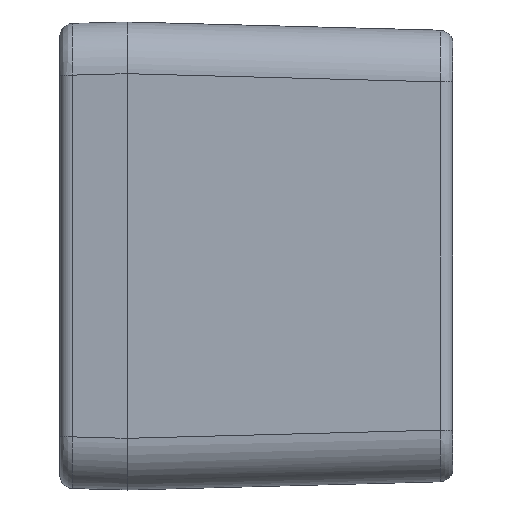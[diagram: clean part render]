
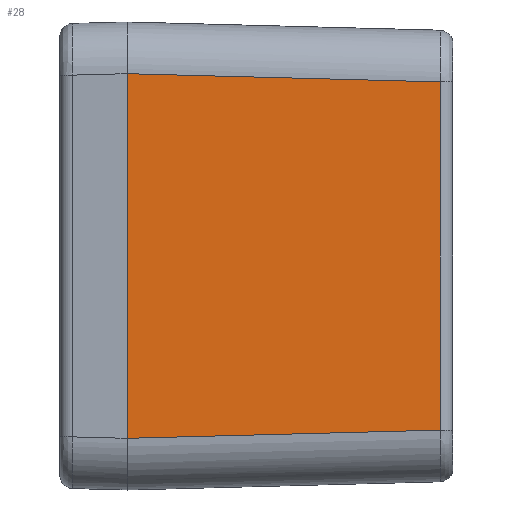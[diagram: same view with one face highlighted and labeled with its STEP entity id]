
A CAD part, left-side view. The second image highlights one B-rep face of the part: STEP entity #28.
In plain terms, the highlighted planar face has unit normal (-1, -0.026, 0).
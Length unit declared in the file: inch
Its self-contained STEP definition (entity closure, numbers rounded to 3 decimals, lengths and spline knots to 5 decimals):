
#28 = ADVANCED_FACE ( 'NONE', ( #29161 ), #65917, .T. ) ;
#1745 = VERTEX_POINT ( 'NONE', #77826 ) ;
#2772 = VECTOR ( 'NONE', #5965, 39.37008 ) ;
#4863 = CARTESIAN_POINT ( 'NONE',  ( -1.77559, 0., 0.55517 ) ) ;
#5965 = DIRECTION ( 'NONE',  ( 0., 0., -1. ) ) ;
#8725 = VECTOR ( 'NONE', #81203, 39.37008 ) ;
#12985 = EDGE_CURVE ( 'NONE', #1745, #55015, #37090, .T. ) ;
#14631 = LINE ( 'NONE', #51466, #23292 ) ;
#22112 = DIRECTION ( 'NONE',  ( 0.026, -1., 0. ) ) ;
#23292 = VECTOR ( 'NONE', #75872, 39.37008 ) ;
#23328 = CARTESIAN_POINT ( 'NONE',  ( -1.77559, 0., -0.7126 ) ) ;
#25193 = EDGE_LOOP ( 'NONE', ( #40988, #62435, #29702, #64107 ) ) ;
#28516 = VECTOR ( 'NONE', #37903, 39.37008 ) ;
#29161 = FACE_OUTER_BOUND ( 'NONE', #25193, .T. ) ;
#29702 = ORIENTED_EDGE ( 'NONE', *, *, #12985, .T. ) ;
#30409 = CARTESIAN_POINT ( 'NONE',  ( -1.77559, 0., -0.7126 ) ) ;
#37090 = LINE ( 'NONE', #57292, #28516 ) ;
#37903 = DIRECTION ( 'NONE',  ( 0.026, -0.999, 0.026 ) ) ;
#40988 = ORIENTED_EDGE ( 'NONE', *, *, #56342, .F. ) ;
#43169 = CARTESIAN_POINT ( 'NONE',  ( -1.75061, -0.95379, 0.5302 ) ) ;
#45886 = VERTEX_POINT ( 'NONE', #4863 ) ;
#47419 = LINE ( 'NONE', #72654, #8725 ) ;
#48595 = DIRECTION ( 'NONE',  ( -1., -0.026, 0. ) ) ;
#51361 = CARTESIAN_POINT ( 'NONE',  ( -1.75061, -0.95379, -0.5302 ) ) ;
#51466 = CARTESIAN_POINT ( 'NONE',  ( -1.75061, -0.95379, -0.7126 ) ) ;
#55015 = VERTEX_POINT ( 'NONE', #51361 ) ;
#56342 = EDGE_CURVE ( 'NONE', #45886, #78247, #47419, .T. ) ;
#57292 = CARTESIAN_POINT ( 'NONE',  ( -1.77559, 0., -0.55517 ) ) ;
#62435 = ORIENTED_EDGE ( 'NONE', *, *, #73923, .T. ) ;
#64107 = ORIENTED_EDGE ( 'NONE', *, *, #68778, .F. ) ;
#65917 = PLANE ( 'NONE',  #74385 ) ;
#68778 = EDGE_CURVE ( 'NONE', #78247, #55015, #14631, .T. ) ;
#72654 = CARTESIAN_POINT ( 'NONE',  ( -1.77472, -0.03315, 0.5543 ) ) ;
#73923 = EDGE_CURVE ( 'NONE', #45886, #1745, #80432, .T. ) ;
#74385 = AXIS2_PLACEMENT_3D ( 'NONE', #23328, #48595, #22112 ) ;
#75872 = DIRECTION ( 'NONE',  ( 0., 0., -1. ) ) ;
#77826 = CARTESIAN_POINT ( 'NONE',  ( -1.77559, 0., -0.55517 ) ) ;
#78247 = VERTEX_POINT ( 'NONE', #43169 ) ;
#80432 = LINE ( 'NONE', #30409, #2772 ) ;
#81203 = DIRECTION ( 'NONE',  ( 0.026, -0.999, -0.026 ) ) ;
